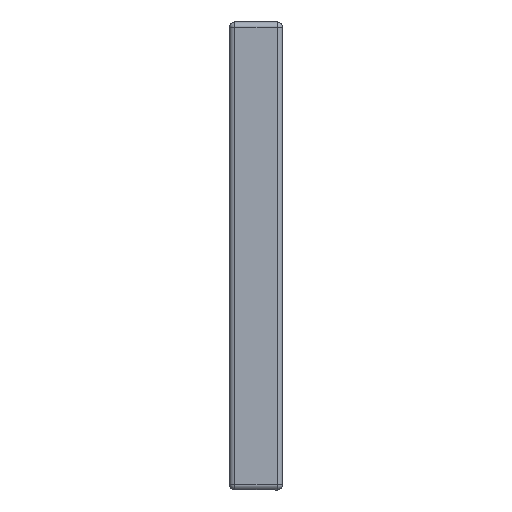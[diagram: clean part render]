
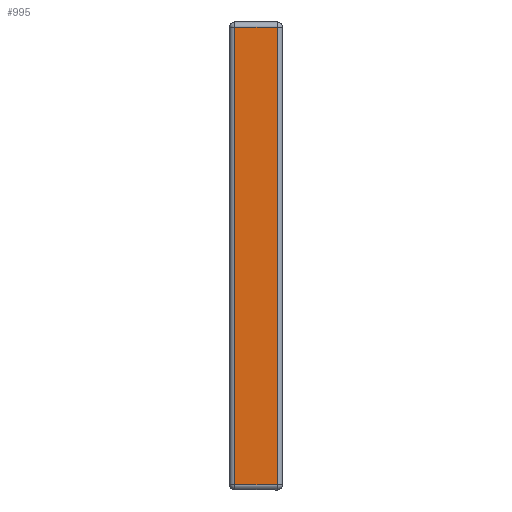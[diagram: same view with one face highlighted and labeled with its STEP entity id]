
A CAD part, left-side view. The second image highlights one B-rep face of the part: STEP entity #995.
In plain terms, the highlighted planar face has unit normal (-1, 0, 0).
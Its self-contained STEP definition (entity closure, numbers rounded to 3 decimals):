
#178=FACE_OUTER_BOUND('',#254,.T.);
#254=EDGE_LOOP('',(#762,#763,#764,#765));
#331=LINE('',#1588,#402);
#333=LINE('',#1596,#404);
#335=LINE('',#1606,#406);
#336=LINE('',#1612,#407);
#402=VECTOR('',#1250,10.);
#404=VECTOR('',#1258,10.);
#406=VECTOR('',#1270,10.);
#407=VECTOR('',#1281,10.);
#495=VERTEX_POINT('',#1581);
#498=VERTEX_POINT('',#1586);
#501=VERTEX_POINT('',#1594);
#504=VERTEX_POINT('',#1604);
#584=EDGE_CURVE('',#498,#495,#331,.T.);
#588=EDGE_CURVE('',#501,#498,#333,.T.);
#593=EDGE_CURVE('',#504,#501,#335,.T.);
#597=EDGE_CURVE('',#495,#504,#336,.T.);
#762=ORIENTED_EDGE('',*,*,#584,.F.);
#763=ORIENTED_EDGE('',*,*,#588,.F.);
#764=ORIENTED_EDGE('',*,*,#593,.F.);
#765=ORIENTED_EDGE('',*,*,#597,.F.);
#971=PLANE('',#1103);
#995=ADVANCED_FACE('',(#178),#971,.T.);
#1103=AXIS2_PLACEMENT_3D('',#1629,#1304,#1305);
#1250=DIRECTION('',(0.,1.,0.));
#1258=DIRECTION('',(0.,0.,-1.));
#1270=DIRECTION('',(0.,-1.,0.));
#1281=DIRECTION('',(0.,0.,1.));
#1304=DIRECTION('center_axis',(-1.,0.,0.));
#1305=DIRECTION('ref_axis',(0.,0.,
1.));
#1581=CARTESIAN_POINT('',(-21.74,68.146,29.089));
#1586=CARTESIAN_POINT('',(-21.74,60.146,29.089));
#1588=CARTESIAN_POINT('',(-21.74,39.146,29.089));
#1594=CARTESIAN_POINT('',(-21.74,60.146,114.989));
#1596=CARTESIAN_POINT('',(-21.74,60.146,50.064));
#1604=CARTESIAN_POINT('',(-21.74,68.146,114.989));
#1606=CARTESIAN_POINT('',(-21.74,39.146,114.989));
#1612=CARTESIAN_POINT('',(-21.74,68.146,50.064));
#1629=CARTESIAN_POINT('Origin',(-21.74,19.146,28.089));
